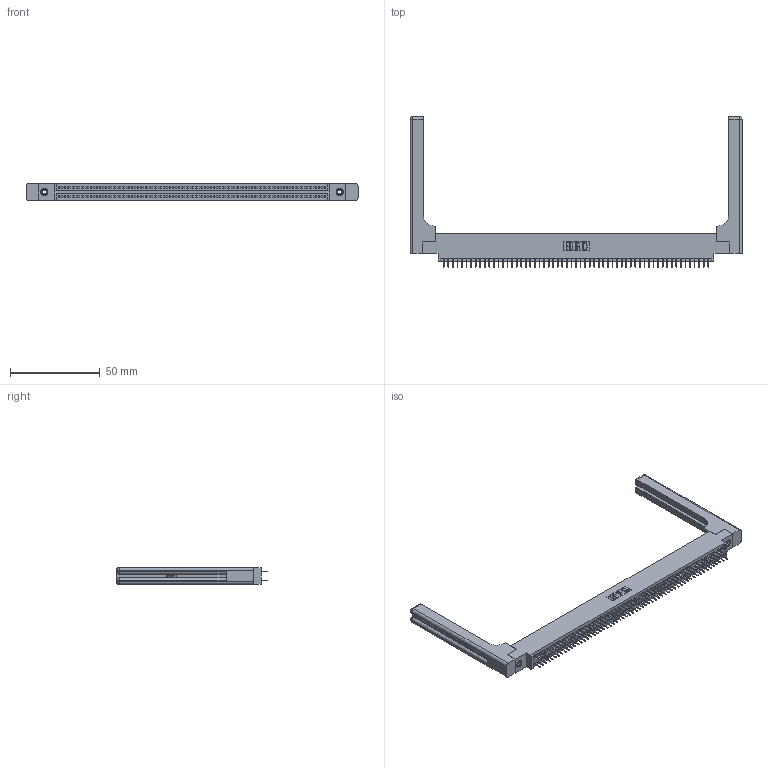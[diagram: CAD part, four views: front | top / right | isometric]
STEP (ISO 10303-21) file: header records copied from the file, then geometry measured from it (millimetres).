
FILE_DESCRIPTION (( 'STEP AP203' ), '1' );
FILE_NAME ('345-118-525-858.STEP', '2020-09-22T00:13:38', ( '' ), ( '' ), 'SwSTEP 2.0', 'SolidWorks 2020', '' );
FILE_SCHEMA (( 'CONFIG_CONTROL_DESIGN' ));
Length unit declared in the file: inch
Products named in the file (5): 345 Part_0.170 Offset - 0.156 Dia-TH; 345-250-001_345-250-001-102; 345-220-058_345-220-058; 345-118-525-858; 345-292-001_345-293-125
Assembly tree (123 placements, depth 2):
  345-118-525-858
    345 Part_0.170 Offset - 0.156 Dia-TH
    345-292-001_345-293-125  x118
    345-250-001_345-250-001-102  x2
    345-220-058_345-220-058  x2
Bounding box: 184.89 x 84 x 9.4 mm (x, y, z)
Volume: 26285.4 mm3; surface area: 31272.9 mm2
Topology: 123 solids, 123 shells, 6758 faces, 19073 edges, 12222 vertices
Faces by surface type: plane 4834, cylinder 1864, bspline 36, cone 12, sphere 8, torus 4
Entity records: 49392 total; most frequent: CARTESIAN_POINT 9257, ORIENTED_EDGE 7988, DIRECTION 7074, EDGE_CURVE 3994, VECTOR 3538, LINE 3538, VERTEX_POINT 2650, AXIS2_PLACEMENT_3D 1768
